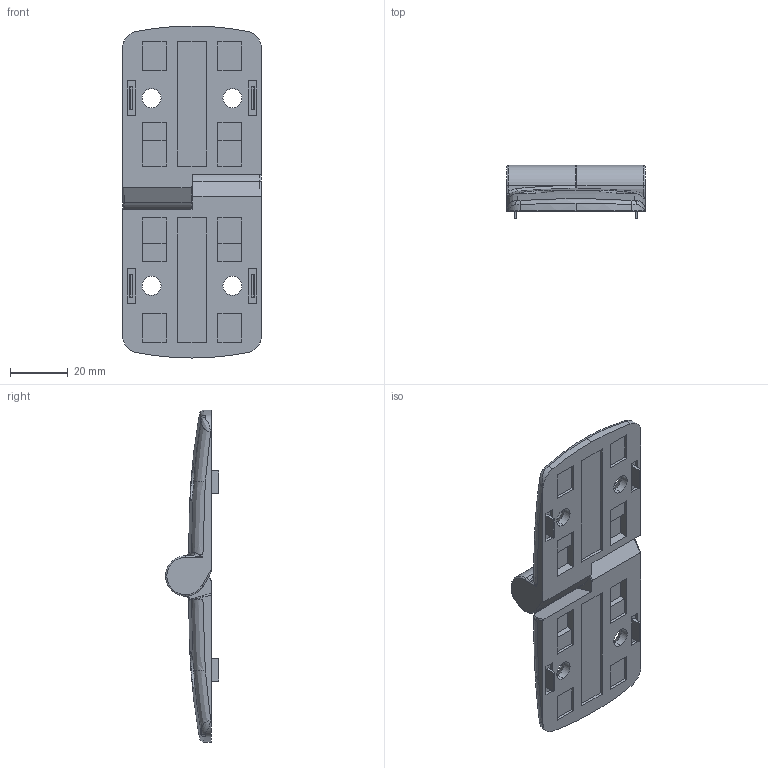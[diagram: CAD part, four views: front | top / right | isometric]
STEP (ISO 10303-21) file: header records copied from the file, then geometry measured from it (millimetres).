
FILE_DESCRIPTION (( 'STEP AP214' ), '1' );
FILE_NAME ('095k6060r08.STEP', '2014-08-13T13:24:53', ( '' ), ( '' ), 'SwSTEP 2.0', 'SolidWorks 2014', '' );
FILE_SCHEMA (( 'AUTOMOTIVE_DESIGN' ));
Length unit declared in the file: millimetre
Products named in the file (3): 095k-01_6-41; 095k60r00_095 k 60 r08; 095k6060r08
Assembly tree (3 placements, depth 2):
  095k6060r08
    095k60r00_095 k 60 r08  x2
    095k-01_6-41
Bounding box: 48 x 18.4 x 115 mm (x, y, z)
Volume: 33998 mm3; surface area: 16674.4 mm2
Topology: 3 solids, 3 shells, 236 faces, 578 edges, 360 vertices
Faces by surface type: plane 120, cylinder 54, bspline 36, torus 14, cone 12
Entity records: 4740 total; most frequent: CARTESIAN_POINT 1845, ORIENTED_EDGE 598, DIRECTION 527, EDGE_CURVE 299, VERTEX_POINT 188, AXIS2_PLACEMENT_3D 178, LINE 171, VECTOR 171
